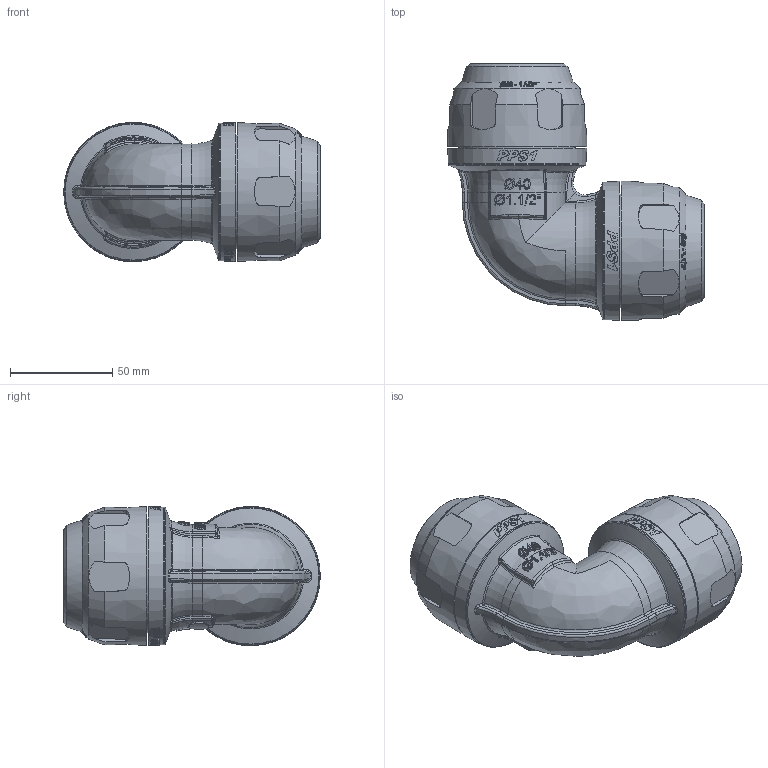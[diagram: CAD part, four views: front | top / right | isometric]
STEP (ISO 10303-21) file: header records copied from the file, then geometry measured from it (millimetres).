
FILE_DESCRIPTION(/* description */ ('STEP AP214'),/* implementation_level */ '2;1');
FILE_NAME(/* name */ 'PPS1_9C40.stp.stp',/* time_stamp */ '2020-07-05T23:01:58+02:00',/* author */ (' '),/* organization */ (' '),/* preprocessor_version */ 'ST-DEVELOPER v18',/* originating_system */ 'Autodesk Inventor 2020',/* authorisation */ ' ');
FILE_SCHEMA (('AUTOMOTIVE_DESIGN { 1 0 10303 214 3 1 1 }'));
Length unit declared in the file: metre
Products named in the file (1): PPS1_9C40.stp
Bounding box: 125.51 x 125.51 x 68.05 mm (x, y, z)
Volume: 236103.1 mm3; surface area: 63608.8 mm2
Topology: 1 solids, 1 shells, 1763 faces, 4808 edges, 3160 vertices
Faces by surface type: bspline 840, plane 490, cylinder 277, cone 114, torus 26, sphere 16
Full cylindrical faces by diameter (mm): 10 x1, 38 x2, 40.8 x2, 56 x2, 67.225 x2
Entity records: 87855 total; most frequent: CARTESIAN_POINT 48029, ORIENTED_EDGE 9598, DIRECTION 5088, EDGE_CURVE 4799, VERTEX_POINT 3160, B_SPLINE_CURVE_WITH_KNOTS 2201, EDGE_LOOP 1887, LINE 1772
